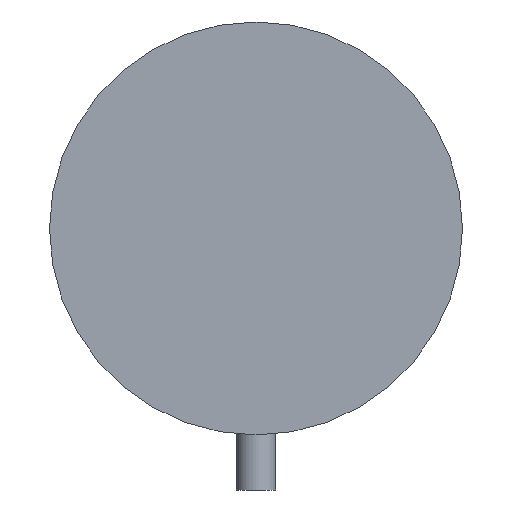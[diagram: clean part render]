
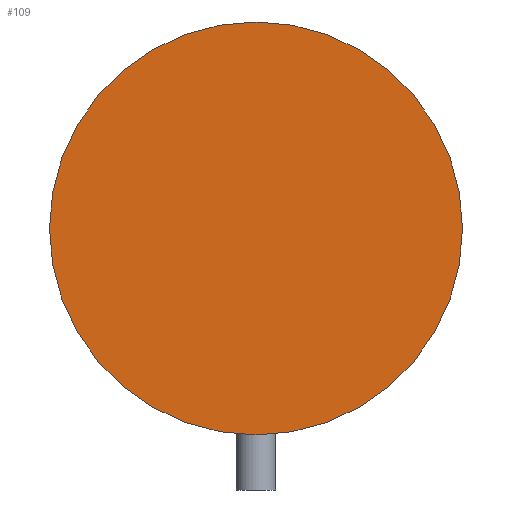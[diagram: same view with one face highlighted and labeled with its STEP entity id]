
A CAD part, left-side view. The second image highlights one B-rep face of the part: STEP entity #109.
In plain terms, the highlighted planar face has unit normal (-1, 0, 0).
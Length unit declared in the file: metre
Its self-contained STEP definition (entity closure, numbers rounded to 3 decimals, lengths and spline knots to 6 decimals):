
#85 = EDGE_CURVE( '', #176, #176, #177, .T. );
#109 = ADVANCED_FACE( '', ( #214 ), #215, .F. );
#176 = VERTEX_POINT( '', #283 );
#177 = CIRCLE( '', #284, 0.00225 );
#214 = FACE_OUTER_BOUND( '', #326, .T. );
#215 = PLANE( '', #327 );
#283 = CARTESIAN_POINT( '', ( -0.005425, 0., 0.0045 ) );
#284 = AXIS2_PLACEMENT_3D( '', #370, #371, #372 );
#326 = EDGE_LOOP( '', ( #421 ) );
#327 = AXIS2_PLACEMENT_3D( '', #422, #423, #424 );
#370 = CARTESIAN_POINT( '', ( -0.005425, 0., 0.00225 ) );
#371 = DIRECTION( '', ( 1., 0., 0. ) );
#372 = DIRECTION( '', ( 0., 0., 1. ) );
#421 = ORIENTED_EDGE( '', *, *, #85, .F. );
#422 = CARTESIAN_POINT( '', ( -0.005425, 0., 0.00225 ) );
#423 = DIRECTION( '', ( 1., 0., 0. ) );
#424 = DIRECTION( '', ( 0., 1., 0. ) );
